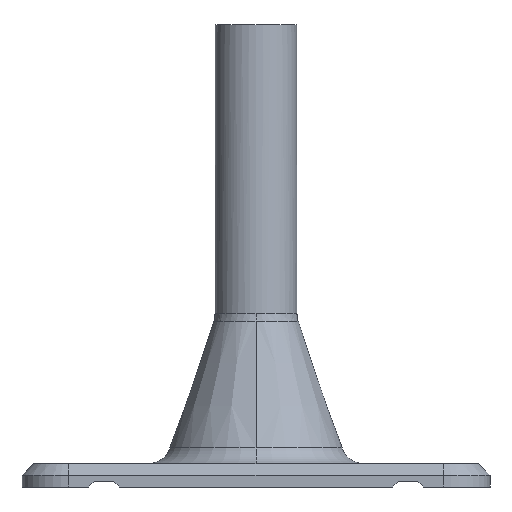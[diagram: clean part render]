
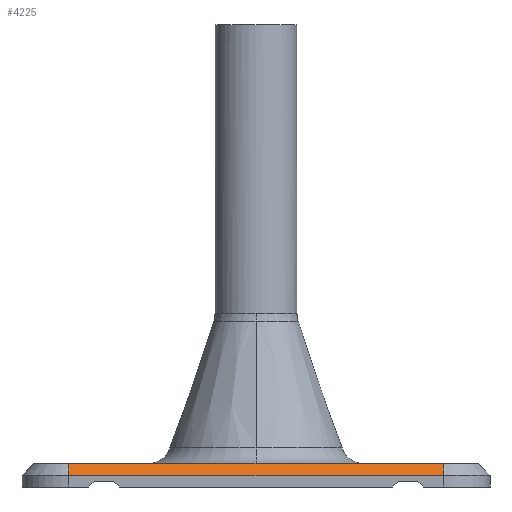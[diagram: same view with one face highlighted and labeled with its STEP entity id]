
A CAD part, front view. The second image highlights one B-rep face of the part: STEP entity #4225.
In plain terms, the highlighted planar face has unit normal (0, -0.707, 0.707).
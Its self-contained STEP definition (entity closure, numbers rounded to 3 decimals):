
#2720 = PLANE('',#2721);
#2721 = AXIS2_PLACEMENT_3D('',#2722,#2723,#2724);
#2722 = CARTESIAN_POINT('',(0.,24.671,8.5));
#2723 = DIRECTION('',(0.,0.,1.));
#2724 = DIRECTION('',(0.,1.,0.));
#3542 = EDGE_CURVE('',#3543,#3545,#3547,.T.);
#3543 = VERTEX_POINT('',#3544);
#3544 = CARTESIAN_POINT('',(16.,-18.,8.5));
#3545 = VERTEX_POINT('',#3546);
#3546 = CARTESIAN_POINT('',(-16.,-18.,8.5));
#3547 = SURFACE_CURVE('',#3548,(#3552,#3559),.PCURVE_S1.);
#3548 = LINE('',#3549,#3550);
#3549 = CARTESIAN_POINT('',(0.,-18.,8.5));
#3550 = VECTOR('',#3551,1.);
#3551 = DIRECTION('',(-1.,0.,0.));
#3552 = PCURVE('',#2720,#3553);
#3553 = DEFINITIONAL_REPRESENTATION('',(#3554),#3558);
#3554 = LINE('',#3555,#3556);
#3555 = CARTESIAN_POINT('',(-42.671,0.));
#3556 = VECTOR('',#3557,1.);
#3557 = DIRECTION('',(0.,1.));
#3558 = ( GEOMETRIC_REPRESENTATION_CONTEXT(2) 
PARAMETRIC_REPRESENTATION_CONTEXT() REPRESENTATION_CONTEXT('2D SPACE',''
  ) );
#3559 = PCURVE('',#3560,#3565);
#3560 = PLANE('',#3561);
#3561 = AXIS2_PLACEMENT_3D('',#3562,#3563,#3564);
#3562 = CARTESIAN_POINT('',(0.,-18.5,8.));
#3563 = DIRECTION('',(0.,-0.707,0.707
    ));
#3564 = DIRECTION('',(0.,0.707,0.707));
#3565 = DEFINITIONAL_REPRESENTATION('',(#3566),#3570);
#3566 = LINE('',#3567,#3568);
#3567 = CARTESIAN_POINT('',(0.707,0.));
#3568 = VECTOR('',#3569,1.);
#3569 = DIRECTION('',(0.,1.));
#3570 = ( GEOMETRIC_REPRESENTATION_CONTEXT(2) 
PARAMETRIC_REPRESENTATION_CONTEXT() REPRESENTATION_CONTEXT('2D SPACE',''
  ) );
#3589 = CONICAL_SURFACE('',#3590,4.,0.785);
#3590 = AXIS2_PLACEMENT_3D('',#3591,#3592,#3593);
#3591 = CARTESIAN_POINT('',(16.,-15.,7.5));
#3592 = DIRECTION('',(0.,0.,-1.));
#3593 = DIRECTION('',(-0.,-1.,-0.));
#3864 = CONICAL_SURFACE('',#3865,4.,0.785);
#3865 = AXIS2_PLACEMENT_3D('',#3866,#3867,#3868);
#3866 = CARTESIAN_POINT('',(-16.,-15.,7.5));
#3867 = DIRECTION('',(0.,0.,-1.));
#3868 = DIRECTION('',(0.,-1.,0.));
#4225 = ADVANCED_FACE('',(#4226),#3560,.T.);
#4226 = FACE_BOUND('',#4227,.T.);
#4227 = EDGE_LOOP('',(#4228,#4258,#4279,#4280));
#4228 = ORIENTED_EDGE('',*,*,#4229,.F.);
#4229 = EDGE_CURVE('',#4230,#4232,#4234,.T.);
#4230 = VERTEX_POINT('',#4231);
#4231 = CARTESIAN_POINT('',(16.,-19.,7.5));
#4232 = VERTEX_POINT('',#4233);
#4233 = CARTESIAN_POINT('',(-16.,-19.,7.5));
#4234 = SURFACE_CURVE('',#4235,(#4239,#4246),.PCURVE_S1.);
#4235 = LINE('',#4236,#4237);
#4236 = CARTESIAN_POINT('',(0.,-19.,7.5));
#4237 = VECTOR('',#4238,1.);
#4238 = DIRECTION('',(-1.,0.,0.));
#4239 = PCURVE('',#3560,#4240);
#4240 = DEFINITIONAL_REPRESENTATION('',(#4241),#4245);
#4241 = LINE('',#4242,#4243);
#4242 = CARTESIAN_POINT('',(-0.707,0.));
#4243 = VECTOR('',#4244,1.);
#4244 = DIRECTION('',(0.,1.));
#4245 = ( GEOMETRIC_REPRESENTATION_CONTEXT(2) 
PARAMETRIC_REPRESENTATION_CONTEXT() REPRESENTATION_CONTEXT('2D SPACE',''
  ) );
#4246 = PCURVE('',#4247,#4252);
#4247 = PLANE('',#4248);
#4248 = AXIS2_PLACEMENT_3D('',#4249,#4250,#4251);
#4249 = CARTESIAN_POINT('',(0.,-19.,5.));
#4250 = DIRECTION('',(-0.,-1.,-0.));
#4251 = DIRECTION('',(0.,0.,-1.));
#4252 = DEFINITIONAL_REPRESENTATION('',(#4253),#4257);
#4253 = LINE('',#4254,#4255);
#4254 = CARTESIAN_POINT('',(-2.5,0.));
#4255 = VECTOR('',#4256,1.);
#4256 = DIRECTION('',(0.,-1.));
#4257 = ( GEOMETRIC_REPRESENTATION_CONTEXT(2) 
PARAMETRIC_REPRESENTATION_CONTEXT() REPRESENTATION_CONTEXT('2D SPACE',''
  ) );
#4258 = ORIENTED_EDGE('',*,*,#4259,.T.);
#4259 = EDGE_CURVE('',#4230,#3543,#4260,.T.);
#4260 = SURFACE_CURVE('',#4261,(#4265,#4272),.PCURVE_S1.);
#4261 = LINE('',#4262,#4263);
#4262 = CARTESIAN_POINT('',(16.,-18.5,8.));
#4263 = VECTOR('',#4264,1.);
#4264 = DIRECTION('',(0.,0.707,0.707));
#4265 = PCURVE('',#3560,#4266);
#4266 = DEFINITIONAL_REPRESENTATION('',(#4267),#4271);
#4267 = LINE('',#4268,#4269);
#4268 = CARTESIAN_POINT('',(0.,-16.));
#4269 = VECTOR('',#4270,1.);
#4270 = DIRECTION('',(1.,0.));
#4271 = ( GEOMETRIC_REPRESENTATION_CONTEXT(2) 
PARAMETRIC_REPRESENTATION_CONTEXT() REPRESENTATION_CONTEXT('2D SPACE',''
  ) );
#4272 = PCURVE('',#3589,#4273);
#4273 = DEFINITIONAL_REPRESENTATION('',(#4274),#4278);
#4274 = LINE('',#4275,#4276);
#4275 = CARTESIAN_POINT('',(-0.,-0.5));
#4276 = VECTOR('',#4277,1.);
#4277 = DIRECTION('',(-0.,-1.));
#4278 = ( GEOMETRIC_REPRESENTATION_CONTEXT(2) 
PARAMETRIC_REPRESENTATION_CONTEXT() REPRESENTATION_CONTEXT('2D SPACE',''
  ) );
#4279 = ORIENTED_EDGE('',*,*,#3542,.T.);
#4280 = ORIENTED_EDGE('',*,*,#4281,.F.);
#4281 = EDGE_CURVE('',#4232,#3545,#4282,.T.);
#4282 = SURFACE_CURVE('',#4283,(#4287,#4294),.PCURVE_S1.);
#4283 = LINE('',#4284,#4285);
#4284 = CARTESIAN_POINT('',(-16.,-18.5,8.));
#4285 = VECTOR('',#4286,1.);
#4286 = DIRECTION('',(0.,0.707,0.707));
#4287 = PCURVE('',#3560,#4288);
#4288 = DEFINITIONAL_REPRESENTATION('',(#4289),#4293);
#4289 = LINE('',#4290,#4291);
#4290 = CARTESIAN_POINT('',(0.,16.));
#4291 = VECTOR('',#4292,1.);
#4292 = DIRECTION('',(1.,0.));
#4293 = ( GEOMETRIC_REPRESENTATION_CONTEXT(2) 
PARAMETRIC_REPRESENTATION_CONTEXT() REPRESENTATION_CONTEXT('2D SPACE',''
  ) );
#4294 = PCURVE('',#3864,#4295);
#4295 = DEFINITIONAL_REPRESENTATION('',(#4296),#4299);
#4296 = B_SPLINE_CURVE_WITH_KNOTS('',1,(#4297,#4298),.UNSPECIFIED.,.F.,
  .F.,(2,2),(-0.707,0.707),.PIECEWISE_BEZIER_KNOTS.);
#4297 = CARTESIAN_POINT('',(0.,0.));
#4298 = CARTESIAN_POINT('',(0.,-1.));
#4299 = ( GEOMETRIC_REPRESENTATION_CONTEXT(2) 
PARAMETRIC_REPRESENTATION_CONTEXT() REPRESENTATION_CONTEXT('2D SPACE',''
  ) );
